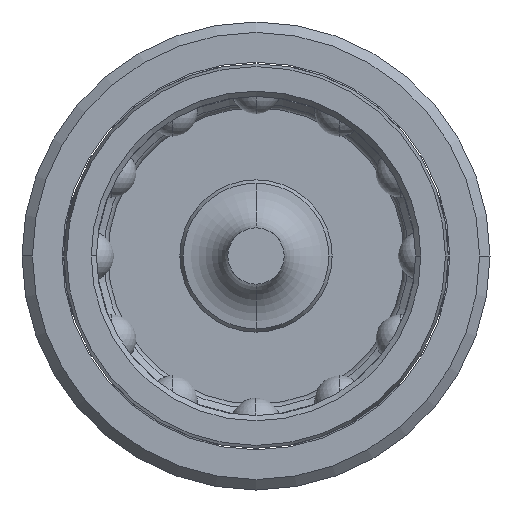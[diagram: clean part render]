
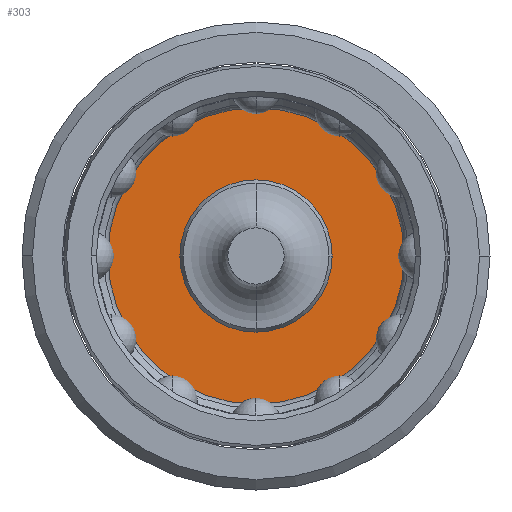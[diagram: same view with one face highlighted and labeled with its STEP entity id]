
A CAD part, left-side view. The second image highlights one B-rep face of the part: STEP entity #303.
In plain terms, the highlighted planar face has unit normal (-1, 0, 0).
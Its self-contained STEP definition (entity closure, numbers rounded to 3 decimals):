
#303 = ADVANCED_FACE( '', ( #606, #607 ), #608, .T. );
#606 = FACE_OUTER_BOUND( '', #942, .T. );
#607 = FACE_BOUND( '', #943, .T. );
#608 = PLANE( '', #944 );
#942 = EDGE_LOOP( '', ( #1970, #1971 ) );
#943 = EDGE_LOOP( '', ( #1972, #1973 ) );
#944 = AXIS2_PLACEMENT_3D( '', #1974, #1975, #1976 );
#1970 = ORIENTED_EDGE( '', *, *, #2474, .F. );
#1971 = ORIENTED_EDGE( '', *, *, #2418, .F. );
#1972 = ORIENTED_EDGE( '', *, *, #2421, .T. );
#1973 = ORIENTED_EDGE( '', *, *, #2473, .T. );
#1974 = CARTESIAN_POINT( '', ( -31.7, -10.931, 0. ) );
#1975 = DIRECTION( '', ( -1., 0., 0. ) );
#1976 = DIRECTION( '', ( 0., 1., 0. ) );
#2418 = EDGE_CURVE( '', #2947, #2943, #2949, .T. );
#2421 = EDGE_CURVE( '', #2950, #2952, #2954, .T. );
#2473 = EDGE_CURVE( '', #2952, #2950, #3037, .T. );
#2474 = EDGE_CURVE( '', #2943, #2947, #3038, .T. );
#2943 = VERTEX_POINT( '', #4143 );
#2947 = VERTEX_POINT( '', #4148 );
#2949 = CIRCLE( '', #4151, 14.575 );
#2950 = VERTEX_POINT( '', #4152 );
#2952 = VERTEX_POINT( '', #4155 );
#2954 = CIRCLE( '', #4158, 7.287 );
#3037 = CIRCLE( '', #4565, 7.287 );
#3038 = CIRCLE( '', #4566, 14.575 );
#4143 = CARTESIAN_POINT( '', ( -31.7, -14.575, 0. ) );
#4148 = CARTESIAN_POINT( '', ( -31.7, 14.575, 0. ) );
#4151 = AXIS2_PLACEMENT_3D( '', #5071, #5072, #5073 );
#4152 = CARTESIAN_POINT( '', ( -31.7, -7.287, 0. ) );
#4155 = CARTESIAN_POINT( '', ( -31.7, 7.287, 0. ) );
#4158 = AXIS2_PLACEMENT_3D( '', #5076, #5077, #5078 );
#4565 = AXIS2_PLACEMENT_3D( '', #5174, #5175, #5176 );
#4566 = AXIS2_PLACEMENT_3D( '', #5177, #5178, #5179 );
#5071 = CARTESIAN_POINT( '', ( -31.7, 0., 0. ) );
#5072 = DIRECTION( '', ( 1., 0., 0. ) );
#5073 = DIRECTION( '', ( 0., -1., 0. ) );
#5076 = CARTESIAN_POINT( '', ( -31.7, 0., 0. ) );
#5077 = DIRECTION( '', ( 1., 0., 0. ) );
#5078 = DIRECTION( '', ( 0., -1., 0. ) );
#5174 = CARTESIAN_POINT( '', ( -31.7, 0., 0. ) );
#5175 = DIRECTION( '', ( 1., 0., 0. ) );
#5176 = DIRECTION( '', ( 0., -1., 0. ) );
#5177 = CARTESIAN_POINT( '', ( -31.7, 0., 0. ) );
#5178 = DIRECTION( '', ( 1., 0., 0. ) );
#5179 = DIRECTION( '', ( 0., -1., 0. ) );
